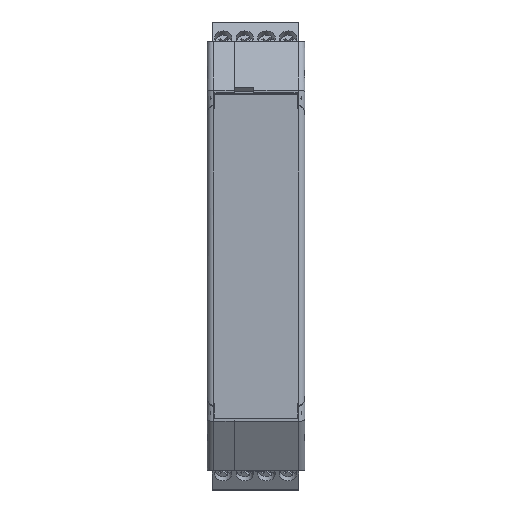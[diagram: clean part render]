
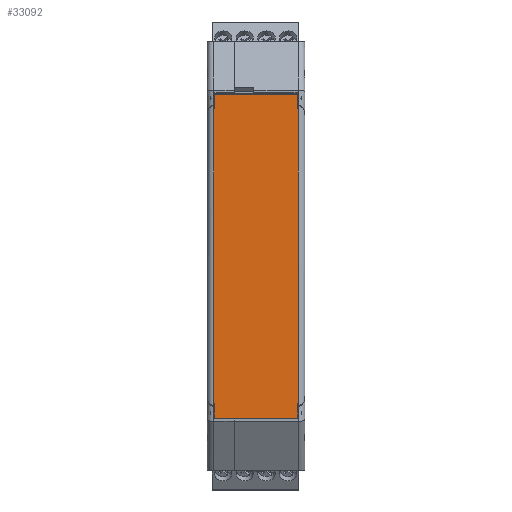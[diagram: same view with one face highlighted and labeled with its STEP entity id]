
A CAD part, top view. The second image highlights one B-rep face of the part: STEP entity #33092.
In plain terms, the highlighted planar face has unit normal (0, 0, 1).
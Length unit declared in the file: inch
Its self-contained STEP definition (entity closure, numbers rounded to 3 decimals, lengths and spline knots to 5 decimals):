
#257 = CARTESIAN_POINT ( 'NONE',  ( 0.83091, -0.48425, 4.043 ) ) ;
#1074 = VERTEX_POINT ( 'NONE', #1423 ) ;
#1423 = CARTESIAN_POINT ( 'NONE',  ( 0.06516, -0.48425, 4.043 ) ) ;
#3116 = CARTESIAN_POINT ( 'NONE',  ( 0.825, -0.48425, 4.043 ) ) ;
#4321 = DIRECTION ( 'NONE',  ( 1., 0., 0. ) ) ;
#5140 = ORIENTED_EDGE ( 'NONE', *, *, #42680, .T. ) ;
#5144 = DIRECTION ( 'NONE',  ( -1., 0., 0. ) ) ;
#5182 = EDGE_CURVE ( 'NONE', #90360, #88158, #89828, .T. ) ;
#6111 = CARTESIAN_POINT ( 'NONE',  ( 0.06516, -0.66391, 4.043 ) ) ;
#6635 = VECTOR ( 'NONE', #4321, 39.37008 ) ;
#8555 = DIRECTION ( 'NONE',  ( 0., -1., 0. ) ) ;
#9470 = EDGE_CURVE ( 'NONE', #91896, #1074, #84339, .T. ) ;
#10796 = AXIS2_PLACEMENT_3D ( 'NONE', #83419, #20448, #52942 ) ;
#11219 = ORIENTED_EDGE ( 'NONE', *, *, #9470, .F. ) ;
#13166 = CARTESIAN_POINT ( 'NONE',  ( 0.06516, -3.4252, 4.043 ) ) ;
#13522 = EDGE_LOOP ( 'NONE', ( #26138, #47604, #57933, #53864, #73163, #43327, #30788, #25615, #5140, #11219, #80480, #96679 ) ) ;
#13747 = CARTESIAN_POINT ( 'NONE',  ( 0.06516, -3.31102, 4.043 ) ) ;
#13877 = CARTESIAN_POINT ( 'NONE',  ( 0.77074, -0.48425, 4.043 ) ) ;
#14223 = DIRECTION ( 'NONE',  ( 0., 1., 0. ) ) ;
#14376 = LINE ( 'NONE', #13877, #47417 ) ;
#17664 = VERTEX_POINT ( 'NONE', #13747 ) ;
#18897 = EDGE_CURVE ( 'NONE', #97632, #23629, #46072, .T. ) ;
#19065 = VERTEX_POINT ( 'NONE', #97733 ) ;
#19503 = LINE ( 'NONE', #52478, #50374 ) ;
#19570 = CARTESIAN_POINT ( 'NONE',  ( 0.77074, -3.31102, 4.043 ) ) ;
#20146 = VERTEX_POINT ( 'NONE', #94044 ) ;
#20448 = DIRECTION ( 'NONE',  ( 0., 0., 1. ) ) ;
#21398 = EDGE_CURVE ( 'NONE', #67638, #88158, #30905, .T. ) ;
#23629 = VERTEX_POINT ( 'NONE', #95292 ) ;
#24037 = DIRECTION ( 'NONE',  ( 0., -1., 0. ) ) ;
#24745 = EDGE_CURVE ( 'NONE', #97632, #17664, #73160, .T. ) ;
#25615 = ORIENTED_EDGE ( 'NONE', *, *, #21398, .F. ) ;
#26138 = ORIENTED_EDGE ( 'NONE', *, *, #98388, .T. ) ;
#28133 = EDGE_CURVE ( 'NONE', #86252, #90360, #70355, .T. ) ;
#30741 = DIRECTION ( 'NONE',  ( 1., 0., 0. ) ) ;
#30788 = ORIENTED_EDGE ( 'NONE', *, *, #5182, .T. ) ;
#30905 = LINE ( 'NONE', #69510, #91844 ) ;
#31777 = VECTOR ( 'NONE', #48857, 39.37008 ) ;
#32175 = LINE ( 'NONE', #77421, #76521 ) ;
#33092 = ADVANCED_FACE ( 'NONE', ( #37172 ), #91519, .T. ) ;
#35794 = LINE ( 'NONE', #19570, #6635 ) ;
#37172 = FACE_OUTER_BOUND ( 'NONE', #13522, .T. ) ;
#38412 = CARTESIAN_POINT ( 'NONE',  ( 0.86083, -3.4252, 4.043 ) ) ;
#42680 = EDGE_CURVE ( 'NONE', #67638, #1074, #14376, .T. ) ;
#43327 = ORIENTED_EDGE ( 'NONE', *, *, #28133, .T. ) ;
#44694 = VECTOR ( 'NONE', #14223, 39.37008 ) ;
#46072 = LINE ( 'NONE', #38412, #96665 ) ;
#46105 = LINE ( 'NONE', #67410, #63276 ) ;
#46306 = CARTESIAN_POINT ( 'NONE',  ( 0.83091, -3.31102, 4.043 ) ) ;
#46473 = VECTOR ( 'NONE', #5144, 39.37008 ) ;
#47417 = VECTOR ( 'NONE', #74383, 39.37008 ) ;
#47604 = ORIENTED_EDGE ( 'NONE', *, *, #24745, .F. ) ;
#48857 = DIRECTION ( 'NONE',  ( 0., 1., 0. ) ) ;
#50374 = VECTOR ( 'NONE', #61089, 39.37008 ) ;
#52205 = EDGE_CURVE ( 'NONE', #80852, #23629, #46105, .T. ) ;
#52478 = CARTESIAN_POINT ( 'NONE',  ( 0.77074, -3.31102, 4.043 ) ) ;
#52942 = DIRECTION ( 'NONE',  ( 0., -1., 0. ) ) ;
#53864 = ORIENTED_EDGE ( 'NONE', *, *, #52205, .F. ) ;
#55162 = DIRECTION ( 'NONE',  ( 0., 1., 0. ) ) ;
#57503 = CARTESIAN_POINT ( 'NONE',  ( 0.06516, -3.36464, 4.043 ) ) ;
#57933 = ORIENTED_EDGE ( 'NONE', *, *, #18897, .T. ) ;
#58131 = CARTESIAN_POINT ( 'NONE',  ( 0.825, -0.58661, 4.043 ) ) ;
#58845 = DIRECTION ( 'NONE',  ( -1., 0., 0. ) ) ;
#61089 = DIRECTION ( 'NONE',  ( 1., 0., 0. ) ) ;
#63276 = VECTOR ( 'NONE', #98399, 39.37008 ) ;
#67410 = CARTESIAN_POINT ( 'NONE',  ( 0.825, -3.33326, 4.043 ) ) ;
#67638 = VERTEX_POINT ( 'NONE', #3116 ) ;
#69510 = CARTESIAN_POINT ( 'NONE',  ( 0.825, -0.74803, 4.043 ) ) ;
#70355 = LINE ( 'NONE', #257, #81706 ) ;
#73160 = LINE ( 'NONE', #57503, #31777 ) ;
#73163 = ORIENTED_EDGE ( 'NONE', *, *, #92504, .T. ) ;
#74383 = DIRECTION ( 'NONE',  ( -1., 0., 0. ) ) ;
#74732 = CARTESIAN_POINT ( 'NONE',  ( 0.77074, -0.58661, 4.043 ) ) ;
#74890 = EDGE_CURVE ( 'NONE', #91896, #20146, #75252, .T. ) ;
#75252 = LINE ( 'NONE', #74732, #46473 ) ;
#75484 = CARTESIAN_POINT ( 'NONE',  ( 0.83091, -0.58661, 4.043 ) ) ;
#76521 = VECTOR ( 'NONE', #24037, 39.37008 ) ;
#77421 = CARTESIAN_POINT ( 'NONE',  ( 0.05925, -0.48425, 4.043 ) ) ;
#80480 = ORIENTED_EDGE ( 'NONE', *, *, #74890, .T. ) ;
#80852 = VERTEX_POINT ( 'NONE', #81808 ) ;
#81706 = VECTOR ( 'NONE', #55162, 39.37008 ) ;
#81808 = CARTESIAN_POINT ( 'NONE',  ( 0.825, -3.31102, 4.043 ) ) ;
#83368 = VECTOR ( 'NONE', #58845, 39.37008 ) ;
#83419 = CARTESIAN_POINT ( 'NONE',  ( 0.77074, -0.48425, 4.043 ) ) ;
#84339 = LINE ( 'NONE', #6111, #44694 ) ;
#86252 = VERTEX_POINT ( 'NONE', #46306 ) ;
#86411 = CARTESIAN_POINT ( 'NONE',  ( 0.06516, -0.58661, 4.043 ) ) ;
#88158 = VERTEX_POINT ( 'NONE', #58131 ) ;
#88829 = CARTESIAN_POINT ( 'NONE',  ( 0.77074, -0.58661, 4.043 ) ) ;
#89828 = LINE ( 'NONE', #88829, #83368 ) ;
#90360 = VERTEX_POINT ( 'NONE', #75484 ) ;
#91519 = PLANE ( 'NONE',  #10796 ) ;
#91844 = VECTOR ( 'NONE', #8555, 39.37008 ) ;
#91896 = VERTEX_POINT ( 'NONE', #86411 ) ;
#92504 = EDGE_CURVE ( 'NONE', #80852, #86252, #35794, .T. ) ;
#92802 = EDGE_CURVE ( 'NONE', #20146, #19065, #32175, .T. ) ;
#94044 = CARTESIAN_POINT ( 'NONE',  ( 0.05925, -0.58661, 4.043 ) ) ;
#95292 = CARTESIAN_POINT ( 'NONE',  ( 0.825, -3.4252, 4.043 ) ) ;
#96665 = VECTOR ( 'NONE', #30741, 39.37008 ) ;
#96679 = ORIENTED_EDGE ( 'NONE', *, *, #92802, .T. ) ;
#97632 = VERTEX_POINT ( 'NONE', #13166 ) ;
#97733 = CARTESIAN_POINT ( 'NONE',  ( 0.05925, -3.31102, 4.043 ) ) ;
#98388 = EDGE_CURVE ( 'NONE', #19065, #17664, #19503, .T. ) ;
#98399 = DIRECTION ( 'NONE',  ( 0., -1., 0. ) ) ;
